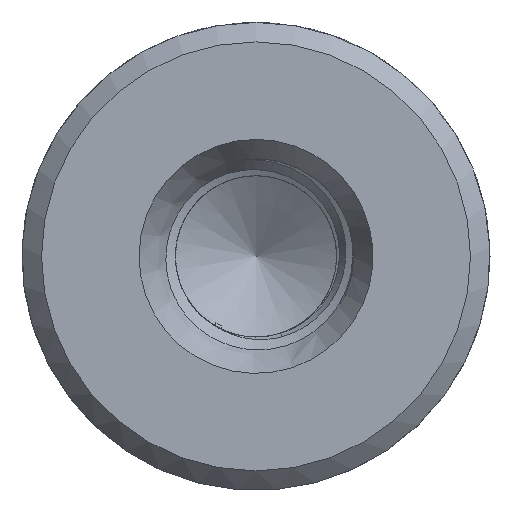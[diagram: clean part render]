
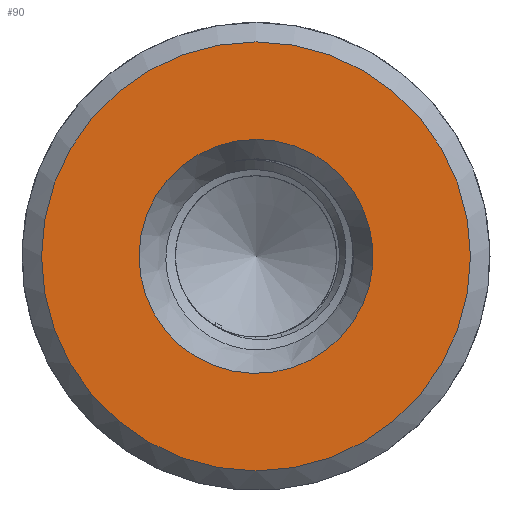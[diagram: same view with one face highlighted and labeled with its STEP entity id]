
A CAD part, left-side view. The second image highlights one B-rep face of the part: STEP entity #90.
In plain terms, the highlighted planar face has unit normal (-1, 0, 0).
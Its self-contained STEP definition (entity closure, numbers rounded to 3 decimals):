
#60=PLANE('',#308);
#90=ADVANCED_FACE('',(#112,#113),#60,.T.);
#112=FACE_BOUND('',#128,.T.);
#113=FACE_BOUND('',#129,.T.);
#128=EDGE_LOOP('',(#159));
#129=EDGE_LOOP('',(#160));
#159=ORIENTED_EDGE('',*,*,#248,.F.);
#160=ORIENTED_EDGE('',*,*,#257,.T.);
#221=VERTEX_POINT('',#401);
#230=VERTEX_POINT('',#421);
#248=EDGE_CURVE('',#221,#221,#284,.T.);
#257=EDGE_CURVE('',#230,#230,#289,.T.);
#284=CIRCLE('',#300,5.5);
#289=CIRCLE('',#307,3.);
#300=AXIS2_PLACEMENT_3D('',#400,#332,#333);
#307=AXIS2_PLACEMENT_3D('',#420,#350,#351);
#308=AXIS2_PLACEMENT_3D('',#422,#352,#353);
#332=DIRECTION('',(1.,0.,0.));
#333=DIRECTION('',(0.,0.,-1.));
#350=DIRECTION('',(1.,0.,0.));
#351=DIRECTION('',(0.,0.,1.));
#352=DIRECTION('',(-1.,0.,0.));
#353=DIRECTION('',(0.,1.,0.));
#400=CARTESIAN_POINT('',(0.,0.,0.));
#401=CARTESIAN_POINT('',(0.,0.,5.5));
#420=CARTESIAN_POINT('',(0.,0.,0.));
#421=CARTESIAN_POINT('',(0.,0.,3.));
#422=CARTESIAN_POINT('',(0.,0.,3.));
